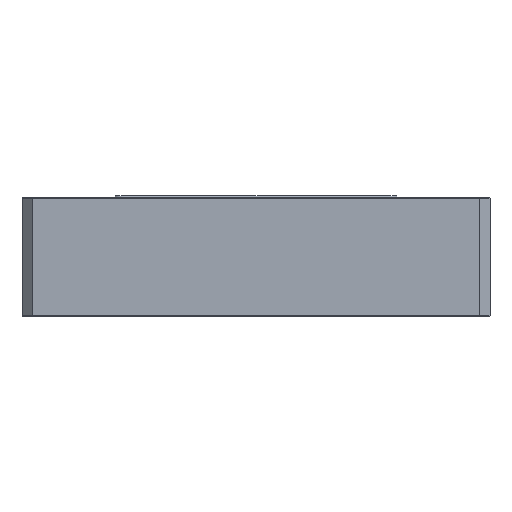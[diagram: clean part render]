
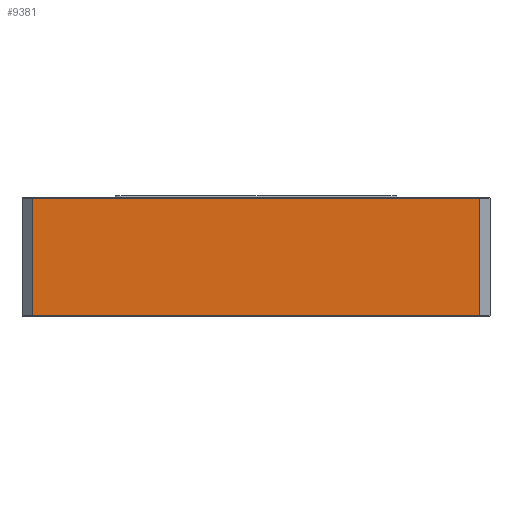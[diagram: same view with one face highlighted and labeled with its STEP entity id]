
A CAD part, front view. The second image highlights one B-rep face of the part: STEP entity #9381.
In plain terms, the highlighted planar face has unit normal (0, -1, 0).
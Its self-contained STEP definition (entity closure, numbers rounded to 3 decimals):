
#136 = PLANE ( 'NONE',  #3695 ) ;
#382 = LINE ( 'NONE', #5530, #765 ) ;
#573 = CARTESIAN_POINT ( 'NONE',  ( -132.546, -103.096, 157.55 ) ) ;
#685 = VERTEX_POINT ( 'NONE', #14135 ) ;
#765 = VECTOR ( 'NONE', #11316, 1000. ) ;
#910 = LINE ( 'NONE', #9405, #4726 ) ;
#1156 = DIRECTION ( 'NONE',  ( 0., -1., 0. ) ) ;
#1350 = CARTESIAN_POINT ( 'NONE',  ( 1.454, -103.096, 157.55 ) ) ;
#2322 = VERTEX_POINT ( 'NONE', #1350 ) ;
#2558 = VECTOR ( 'NONE', #4276, 1000. ) ;
#3036 = CARTESIAN_POINT ( 'NONE',  ( 1.454, -103.096, -73.74 ) ) ;
#3594 = DIRECTION ( 'NONE',  ( 0., 0., -1. ) ) ;
#3695 = AXIS2_PLACEMENT_3D ( 'NONE', #14027, #1156, #9323 ) ;
#4276 = DIRECTION ( 'NONE',  ( -1., 0., 0. ) ) ;
#4726 = VECTOR ( 'NONE', #3594, 1000. ) ;
#5153 = ORIENTED_EDGE ( 'NONE', *, *, #14854, .T. ) ;
#5530 = CARTESIAN_POINT ( 'NONE',  ( -135.546, -103.096, 122.45 ) ) ;
#5609 = ORIENTED_EDGE ( 'NONE', *, *, #6135, .T. ) ;
#5821 = EDGE_LOOP ( 'NONE', ( #11332, #5609, #5153, #13085 ) ) ;
#6135 = EDGE_CURVE ( 'NONE', #2322, #685, #11623, .T. ) ;
#6338 = FACE_OUTER_BOUND ( 'NONE', #5821, .T. ) ;
#6719 = EDGE_CURVE ( 'NONE', #14123, #2322, #11629, .T. ) ;
#7424 = EDGE_CURVE ( 'NONE', #10574, #14123, #382, .T. ) ;
#8566 = VECTOR ( 'NONE', #13419, 1000. ) ;
#8592 = CARTESIAN_POINT ( 'NONE',  ( -132.546, -103.096, 122.45 ) ) ;
#9323 = DIRECTION ( 'NONE',  ( 0., 0., -1. ) ) ;
#9381 = ADVANCED_FACE ( 'NONE', ( #6338 ), #136, .T. ) ;
#9405 = CARTESIAN_POINT ( 'NONE',  ( -132.546, -103.096, -73.74 ) ) ;
#10574 = VERTEX_POINT ( 'NONE', #8592 ) ;
#11316 = DIRECTION ( 'NONE',  ( 1., 0., 0. ) ) ;
#11332 = ORIENTED_EDGE ( 'NONE', *, *, #6719, .T. ) ;
#11623 = LINE ( 'NONE', #573, #2558 ) ;
#11629 = LINE ( 'NONE', #3036, #8566 ) ;
#13085 = ORIENTED_EDGE ( 'NONE', *, *, #7424, .T. ) ;
#13419 = DIRECTION ( 'NONE',  ( 0., 0., 1. ) ) ;
#14027 = CARTESIAN_POINT ( 'NONE',  ( -135.546, -103.096, -73.74 ) ) ;
#14123 = VERTEX_POINT ( 'NONE', #14605 ) ;
#14135 = CARTESIAN_POINT ( 'NONE',  ( -132.546, -103.096, 157.55 ) ) ;
#14605 = CARTESIAN_POINT ( 'NONE',  ( 1.454, -103.096, 122.45 ) ) ;
#14854 = EDGE_CURVE ( 'NONE', #685, #10574, #910, .T. ) ;
